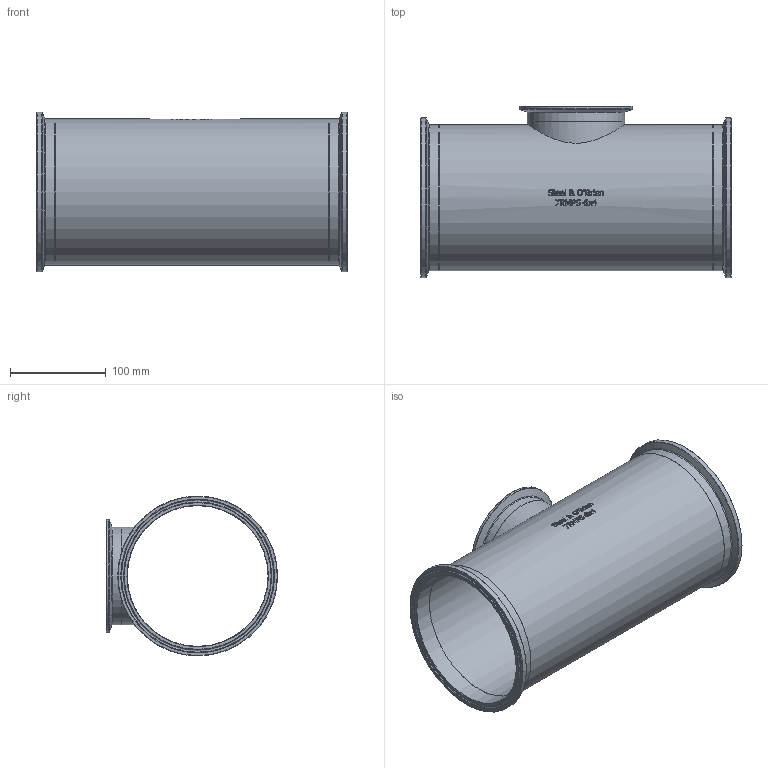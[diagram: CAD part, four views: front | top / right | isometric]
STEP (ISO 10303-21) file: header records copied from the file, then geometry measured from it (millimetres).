
FILE_DESCRIPTION(/* description */ (''),/* implementation_level */ '2;1');
FILE_NAME(/* name */ '7RMPS-6X4.ipt.stp',/* time_stamp */ '2019-06-17T14:42:35-04:00',/* author */ ('R. Canell'),/* organization */ (''),/* preprocessor_version */ 'ST-DEVELOPER v15.2',/* originating_system */ 'Autodesk Inventor 2014',/* authorisation */ '');
FILE_SCHEMA (('AUTOMOTIVE_DESIGN { 1 0 10303 214 3 1 1 }'));
Length unit declared in the file: inch
Products named in the file (1): 7RMPS-6X4
Bounding box: 323.85 x 178.69 x 166.88 mm (x, y, z)
Volume: 475429.4 mm3; surface area: 334572 mm2
Topology: 3 solids, 3 shells, 420 faces, 1087 edges, 713 vertices
Faces by surface type: bspline 169, plane 167, cylinder 48, torus 27, cone 9
Full cylindrical faces by diameter (mm): 97.384 x2, 101.6 x2, 118.923 x1, 146.863 x3, 152.4 x3, 166.878 x2
Entity records: 15668 total; most frequent: CARTESIAN_POINT 6512, ORIENTED_EDGE 2068, DIRECTION 1422, EDGE_CURVE 1034, VERTEX_POINT 710, EDGE_LOOP 518, AXIS2_PLACEMENT_3D 476, LINE 470
